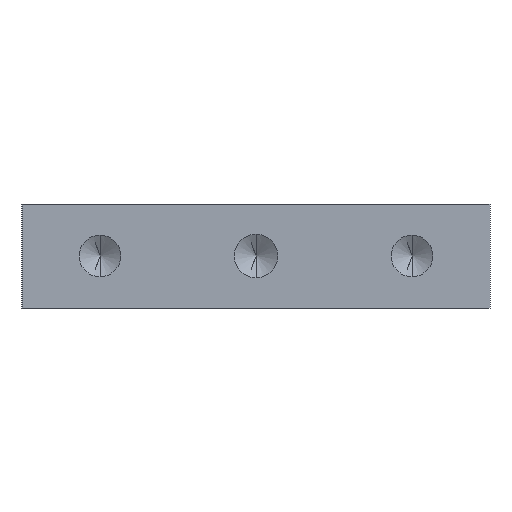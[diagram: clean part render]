
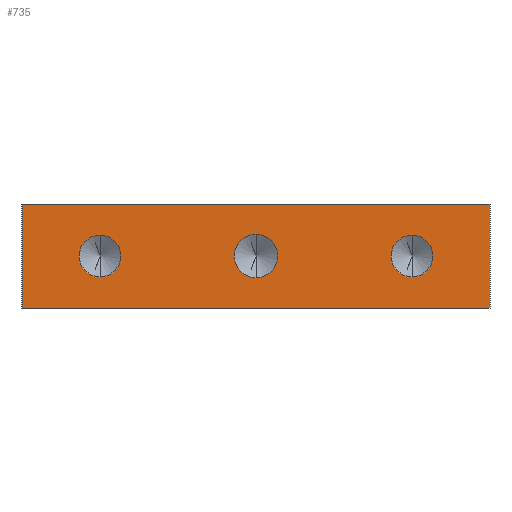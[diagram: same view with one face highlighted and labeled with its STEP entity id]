
A CAD part, front view. The second image highlights one B-rep face of the part: STEP entity #735.
In plain terms, the highlighted planar face has unit normal (0, -1, 0).
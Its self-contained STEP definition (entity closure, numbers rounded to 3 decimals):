
#1 = CARTESIAN_POINT ( 'NONE',  ( -22.5, 0., -5. ) ) ;
#14 = FACE_BOUND ( 'NONE', #454, .T. ) ;
#22 = FACE_BOUND ( 'NONE', #1124, .T. ) ;
#69 = AXIS2_PLACEMENT_3D ( 'NONE', #1309, #234, #686 ) ;
#75 = LINE ( 'NONE', #1336, #373 ) ;
#112 = ORIENTED_EDGE ( 'NONE', *, *, #608, .T. ) ;
#129 = PLANE ( 'NONE',  #1158 ) ;
#144 = DIRECTION ( 'NONE',  ( 0., 0., -1. ) ) ;
#147 = DIRECTION ( 'NONE',  ( 0., 0., -1. ) ) ;
#192 = ORIENTED_EDGE ( 'NONE', *, *, #303, .T. ) ;
#222 = CARTESIAN_POINT ( 'NONE',  ( 0., 0., -2.1 ) ) ;
#227 = VECTOR ( 'NONE', #756, 1000. ) ;
#229 = VERTEX_POINT ( 'NONE', #222 ) ;
#232 = FACE_BOUND ( 'NONE', #987, .T. ) ;
#233 = EDGE_CURVE ( 'NONE', #684, #1249, #472, .T. ) ;
#234 = DIRECTION ( 'NONE',  ( 0., -1., 0. ) ) ;
#255 = VERTEX_POINT ( 'NONE', #524 ) ;
#258 = VERTEX_POINT ( 'NONE', #1 ) ;
#259 = CARTESIAN_POINT ( 'NONE',  ( 15., 0., 2. ) ) ;
#269 = CARTESIAN_POINT ( 'NONE',  ( -15., 0., 2. ) ) ;
#273 = CARTESIAN_POINT ( 'NONE',  ( -15., 0., 0. ) ) ;
#289 = DIRECTION ( 'NONE',  ( 0., 0., -1. ) ) ;
#296 = EDGE_CURVE ( 'NONE', #1249, #684, #1365, .T. ) ;
#303 = EDGE_CURVE ( 'NONE', #258, #425, #546, .T. ) ;
#322 = ORIENTED_EDGE ( 'NONE', *, *, #1315, .F. ) ;
#353 = CARTESIAN_POINT ( 'NONE',  ( 22.5, 0., -5. ) ) ;
#373 = VECTOR ( 'NONE', #907, 1000. ) ;
#377 = ORIENTED_EDGE ( 'NONE', *, *, #649, .F. ) ;
#390 = CARTESIAN_POINT ( 'NONE',  ( 0., 0., 2.1 ) ) ;
#422 = EDGE_CURVE ( 'NONE', #1042, #229, #900, .T. ) ;
#425 = VERTEX_POINT ( 'NONE', #353 ) ;
#429 = EDGE_LOOP ( 'NONE', ( #192, #1069, #377, #112 ) ) ;
#454 = EDGE_LOOP ( 'NONE', ( #322, #939 ) ) ;
#464 = CARTESIAN_POINT ( 'NONE',  ( -15., 0., 0. ) ) ;
#472 = CIRCLE ( 'NONE', #1295, 2. ) ;
#524 = CARTESIAN_POINT ( 'NONE',  ( -15., 0., -2. ) ) ;
#546 = LINE ( 'NONE', #975, #227 ) ;
#551 = FACE_OUTER_BOUND ( 'NONE', #429, .T. ) ;
#552 = DIRECTION ( 'NONE',  ( 0., -1., 0. ) ) ;
#568 = AXIS2_PLACEMENT_3D ( 'NONE', #273, #1332, #673 ) ;
#585 = CARTESIAN_POINT ( 'NONE',  ( 0., 0., 0. ) ) ;
#587 = DIRECTION ( 'NONE',  ( 0., -1., 0. ) ) ;
#597 = CARTESIAN_POINT ( 'NONE',  ( -22.5, 0., 5. ) ) ;
#599 = DIRECTION ( 'NONE',  ( 0., -1., 0. ) ) ;
#602 = CARTESIAN_POINT ( 'NONE',  ( 22.5, 0., 5. ) ) ;
#608 = EDGE_CURVE ( 'NONE', #1296, #258, #617, .T. ) ;
#610 = CIRCLE ( 'NONE', #1345, 2.1 ) ;
#617 = LINE ( 'NONE', #597, #1285 ) ;
#625 = EDGE_CURVE ( 'NONE', #808, #425, #75, .T. ) ;
#631 = CARTESIAN_POINT ( 'NONE',  ( 15., 0., 0. ) ) ;
#649 = EDGE_CURVE ( 'NONE', #1296, #808, #1127, .T. ) ;
#673 = DIRECTION ( 'NONE',  ( 0., 0., -1. ) ) ;
#684 = VERTEX_POINT ( 'NONE', #1177 ) ;
#686 = DIRECTION ( 'NONE',  ( 0., 0., -1. ) ) ;
#710 = ORIENTED_EDGE ( 'NONE', *, *, #233, .F. ) ;
#735 = ADVANCED_FACE ( 'NONE', ( #22, #232, #14, #551 ), #129, .F. ) ;
#741 = DIRECTION ( 'NONE',  ( 0., 0., -1. ) ) ;
#756 = DIRECTION ( 'NONE',  ( 1., 0., 0. ) ) ;
#795 = ORIENTED_EDGE ( 'NONE', *, *, #296, .F. ) ;
#798 = CIRCLE ( 'NONE', #568, 2. ) ;
#807 = CARTESIAN_POINT ( 'NONE',  ( -22.5, 0., 5. ) ) ;
#808 = VERTEX_POINT ( 'NONE', #602 ) ;
#811 = EDGE_CURVE ( 'NONE', #847, #255, #1328, .T. ) ;
#847 = VERTEX_POINT ( 'NONE', #269 ) ;
#872 = DIRECTION ( 'NONE',  ( 0., 1., 0. ) ) ;
#900 = CIRCLE ( 'NONE', #69, 2.1 ) ;
#907 = DIRECTION ( 'NONE',  ( 0., 0., -1. ) ) ;
#916 = DIRECTION ( 'NONE',  ( 1., 0., 0. ) ) ;
#939 = ORIENTED_EDGE ( 'NONE', *, *, #422, .F. ) ;
#955 = DIRECTION ( 'NONE',  ( 0., 0., -1. ) ) ;
#974 = CARTESIAN_POINT ( 'NONE',  ( -22.5, 0., 5. ) ) ;
#975 = CARTESIAN_POINT ( 'NONE',  ( -22.5, 0., -5. ) ) ;
#987 = EDGE_LOOP ( 'NONE', ( #710, #795 ) ) ;
#990 = ORIENTED_EDGE ( 'NONE', *, *, #1283, .F. ) ;
#1015 = AXIS2_PLACEMENT_3D ( 'NONE', #1166, #552, #955 ) ;
#1023 = CARTESIAN_POINT ( 'NONE',  ( -22.5, 0., 5. ) ) ;
#1024 = AXIS2_PLACEMENT_3D ( 'NONE', #464, #587, #144 ) ;
#1042 = VERTEX_POINT ( 'NONE', #390 ) ;
#1051 = VECTOR ( 'NONE', #916, 1000. ) ;
#1069 = ORIENTED_EDGE ( 'NONE', *, *, #625, .F. ) ;
#1077 = DIRECTION ( 'NONE',  ( 0., -1., 0. ) ) ;
#1096 = DIRECTION ( 'NONE',  ( 0., 0., 1. ) ) ;
#1124 = EDGE_LOOP ( 'NONE', ( #990, #1256 ) ) ;
#1127 = LINE ( 'NONE', #1023, #1051 ) ;
#1158 = AXIS2_PLACEMENT_3D ( 'NONE', #974, #872, #1096 ) ;
#1166 = CARTESIAN_POINT ( 'NONE',  ( 15., 0., 0. ) ) ;
#1177 = CARTESIAN_POINT ( 'NONE',  ( 15., 0., -2. ) ) ;
#1249 = VERTEX_POINT ( 'NONE', #259 ) ;
#1256 = ORIENTED_EDGE ( 'NONE', *, *, #811, .F. ) ;
#1283 = EDGE_CURVE ( 'NONE', #255, #847, #798, .T. ) ;
#1285 = VECTOR ( 'NONE', #289, 1000. ) ;
#1295 = AXIS2_PLACEMENT_3D ( 'NONE', #631, #1077, #741 ) ;
#1296 = VERTEX_POINT ( 'NONE', #807 ) ;
#1309 = CARTESIAN_POINT ( 'NONE',  ( 0., 0., 0. ) ) ;
#1315 = EDGE_CURVE ( 'NONE', #229, #1042, #610, .T. ) ;
#1328 = CIRCLE ( 'NONE', #1024, 2. ) ;
#1332 = DIRECTION ( 'NONE',  ( 0., -1., 0. ) ) ;
#1336 = CARTESIAN_POINT ( 'NONE',  ( 22.5, 0., 5. ) ) ;
#1345 = AXIS2_PLACEMENT_3D ( 'NONE', #585, #599, #147 ) ;
#1365 = CIRCLE ( 'NONE', #1015, 2. ) ;
